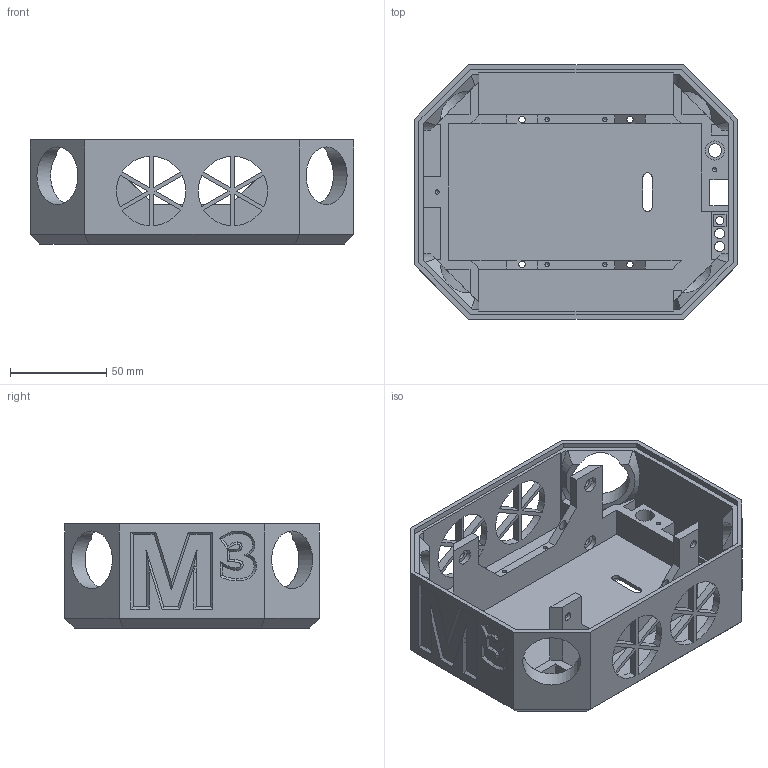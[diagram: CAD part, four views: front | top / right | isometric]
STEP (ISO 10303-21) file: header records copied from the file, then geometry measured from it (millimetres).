
FILE_DESCRIPTION( ( '' ), ' ' );
FILE_NAME( '5e5818fcf6024b13c78e31f6.step', '2020-02-27T19:31:09', ( '' ), ( '' ), ' ', ' ', ' ' );
FILE_SCHEMA( ( 'AUTOMOTIVE_DESIGN { 1 0 10303 214 1 1 1 1 }' ) );
Length unit declared in the file: metre
Products named in the file (1): Part 1
Bounding box: 168 x 132.2 x 54 mm (x, y, z)
Volume: 234822.8 mm3; surface area: 112709.5 mm2
Topology: 1 solids, 1 shells, 339 faces, 958 edges, 630 vertices
Faces by surface type: plane 227, cylinder 68, bspline 23, cone 21
Full cylindrical faces by diameter (mm): 2.2 x6, 3.4 x4, 4.2 x9, 5.2 x2, 7 x1, 8 x11, 10 x1, 12 x1, 30 x4
Entity records: 13917 total; most frequent: CARTESIAN_POINT 2676, ORIENTED_EDGE 1784, DIRECTION 1579, EDGE_CURVE 892, VERTEX_POINT 615, LINE 595, VECTOR 595, AXIS2_PLACEMENT_3D 492
